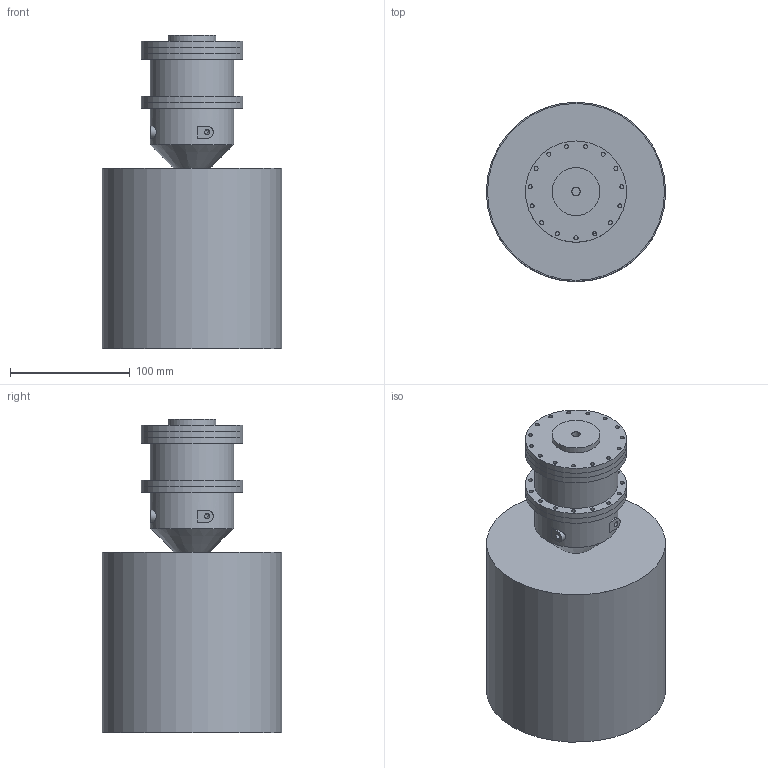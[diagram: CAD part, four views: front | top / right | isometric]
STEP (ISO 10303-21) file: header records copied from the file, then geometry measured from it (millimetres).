
FILE_DESCRIPTION(/* description */ (''),/* implementation_level */ '2;1');
FILE_NAME(/* name */ '8FL Maelstrom v6.step',/* time_stamp */ '2024-03-09T21:21:37-08:00',/* author */ (''),/* organization */ (''),/* preprocessor_version */ 'ST-DEVELOPER v20',/* originating_system */ 'Autodesk Translation Framework v12.20.1.177',/* authorisation */ '');
FILE_SCHEMA (('AUTOMOTIVE_DESIGN { 1 0 10303 214 3 1 1 }'));
Length unit declared in the file: millimetre
Products named in the file (6): 8FL Maelstrom; 8FL Maelstrom TC; 8FL Maelstrom Nozzle; 8FL Plenum; 8FL Maelstrom Injector Plate; 8FL Maelstrom Fuel Cap
Assembly tree (5 placements, depth 2):
  8FL Maelstrom
    8FL Maelstrom TC
    8FL Maelstrom Nozzle
    8FL Plenum
    8FL Maelstrom Injector Plate
    8FL Maelstrom Fuel Cap
Bounding box: 150 x 150 x 262.52 mm (x, y, z)
Volume: 378053.8 mm3; surface area: 260677.5 mm2
Topology: 5 solids, 5 shells, 228 faces, 639 edges, 379 vertices
Faces by surface type: cylinder 133, bspline 50, plane 33, sphere 8, torus 3, cone 1
Full cylindrical faces by diameter (mm): 2.484 x8, 3.4 x75, 4.38 x4, 7.026 x1, 18.842 x1, 35 x2, 40 x1, 49.707 x2, 53.707 x2, 69.707 x2, 84.707 x5, 148 x1, 150 x1
Entity records: 10221 total; most frequent: CARTESIAN_POINT 4236, ORIENTED_EDGE 1182, DIRECTION 1144, EDGE_CURVE 591, AXIS2_PLACEMENT_3D 493, EDGE_LOOP 416, VERTEX_POINT 379, CIRCLE 287
